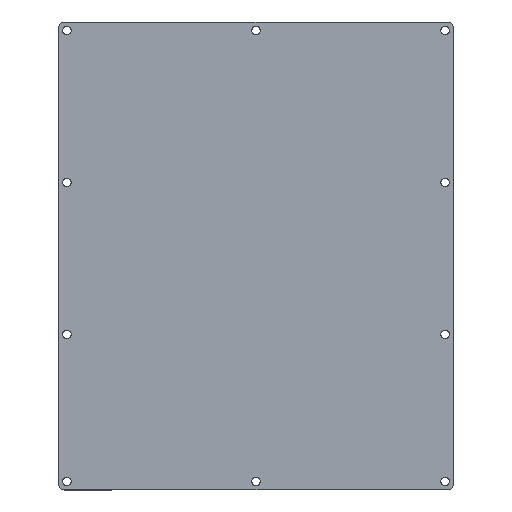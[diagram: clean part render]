
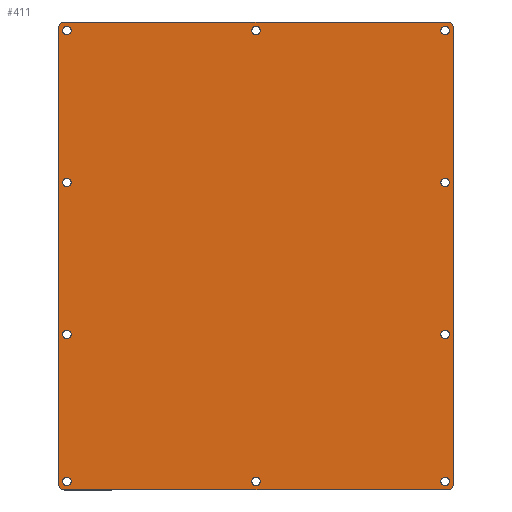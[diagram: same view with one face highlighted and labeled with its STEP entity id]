
A CAD part, top view. The second image highlights one B-rep face of the part: STEP entity #411.
In plain terms, the highlighted planar face has unit normal (0, 0, 1).
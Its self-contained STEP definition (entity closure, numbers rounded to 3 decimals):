
#15=FACE_BOUND('',#116,.T.);
#16=FACE_BOUND('',#117,.T.);
#17=FACE_BOUND('',#118,.T.);
#18=FACE_BOUND('',#119,.T.);
#19=FACE_BOUND('',#120,.T.);
#20=FACE_BOUND('',#121,.T.);
#21=FACE_BOUND('',#122,.T.);
#22=FACE_BOUND('',#123,.T.);
#23=FACE_BOUND('',#124,.T.);
#24=FACE_BOUND('',#125,.T.);
#36=CIRCLE('',#430,2.9);
#38=CIRCLE('',#434,2.9);
#40=CIRCLE('',#438,2.9);
#42=CIRCLE('',#442,2.9);
#43=CIRCLE('',#444,1.9);
#45=CIRCLE('',#447,1.9);
#47=CIRCLE('',#450,1.9);
#49=CIRCLE('',#453,1.9);
#51=CIRCLE('',#456,1.9);
#53=CIRCLE('',#459,1.9);
#55=CIRCLE('',#462,1.9);
#57=CIRCLE('',#465,1.9);
#59=CIRCLE('',#468,1.9);
#61=CIRCLE('',#471,1.9);
#95=FACE_OUTER_BOUND('',#115,.T.);
#115=EDGE_LOOP('',(#351,#352,#353,#354,#355,#356,#357,#358));
#116=EDGE_LOOP('',(#359));
#117=EDGE_LOOP('',(#360));
#118=EDGE_LOOP('',(#361));
#119=EDGE_LOOP('',(#362));
#120=EDGE_LOOP('',(#363));
#121=EDGE_LOOP('',(#364));
#122=EDGE_LOOP('',(#365));
#123=EDGE_LOOP('',(#366));
#124=EDGE_LOOP('',(#367));
#125=EDGE_LOOP('',(#368));
#139=LINE('',#607,#165);
#143=LINE('',#619,#169);
#147=LINE('',#631,#173);
#151=LINE('',#643,#177);
#165=VECTOR('',#481,10.);
#169=VECTOR('',#493,10.);
#173=VECTOR('',#505,10.);
#177=VECTOR('',#517,10.);
#191=VERTEX_POINT('',#604);
#192=VERTEX_POINT('',#606);
#194=VERTEX_POINT('',#612);
#196=VERTEX_POINT('',#618);
#198=VERTEX_POINT('',#624);
#200=VERTEX_POINT('',#630);
#202=VERTEX_POINT('',#636);
#204=VERTEX_POINT('',#642);
#205=VERTEX_POINT('',#649);
#207=VERTEX_POINT('',#655);
#209=VERTEX_POINT('',#661);
#211=VERTEX_POINT('',#667);
#213=VERTEX_POINT('',#673);
#215=VERTEX_POINT('',#679);
#217=VERTEX_POINT('',#685);
#219=VERTEX_POINT('',#691);
#221=VERTEX_POINT('',#697);
#223=VERTEX_POINT('',#703);
#227=EDGE_CURVE('',#192,#191,#139,.T.);
#230=EDGE_CURVE('',#194,#192,#36,.T.);
#233=EDGE_CURVE('',#196,#194,#143,.T.);
#236=EDGE_CURVE('',#198,#196,#38,.T.);
#239=EDGE_CURVE('',#200,#198,#147,.T.);
#242=EDGE_CURVE('',#202,#200,#40,.T.);
#245=EDGE_CURVE('',#204,#202,#151,.T.);
#248=EDGE_CURVE('',#191,#204,#42,.T.);
#249=EDGE_CURVE('',#205,#205,#43,.T.);
#252=EDGE_CURVE('',#207,#207,#45,.T.);
#255=EDGE_CURVE('',#209,#209,#47,.T.);
#258=EDGE_CURVE('',#211,#211,#49,.T.);
#261=EDGE_CURVE('',#213,#213,#51,.T.);
#264=EDGE_CURVE('',#215,#215,#53,.T.);
#267=EDGE_CURVE('',#217,#217,#55,.T.);
#270=EDGE_CURVE('',#219,#219,#57,.T.);
#273=EDGE_CURVE('',#221,#221,#59,.T.);
#276=EDGE_CURVE('',#223,#223,#61,.T.);
#351=ORIENTED_EDGE('',*,*,#239,.T.);
#352=ORIENTED_EDGE('',*,*,#236,.T.);
#353=ORIENTED_EDGE('',*,*,#233,.T.);
#354=ORIENTED_EDGE('',*,*,#230,.T.);
#355=ORIENTED_EDGE('',*,*,#227,.T.);
#356=ORIENTED_EDGE('',*,*,#248,.T.);
#357=ORIENTED_EDGE('',*,*,#245,.T.);
#358=ORIENTED_EDGE('',*,*,#242,.T.);
#359=ORIENTED_EDGE('',*,*,#276,.T.);
#360=ORIENTED_EDGE('',*,*,#273,.T.);
#361=ORIENTED_EDGE('',*,*,#270,.T.);
#362=ORIENTED_EDGE('',*,*,#267,.T.);
#363=ORIENTED_EDGE('',*,*,#264,.T.);
#364=ORIENTED_EDGE('',*,*,#261,.T.);
#365=ORIENTED_EDGE('',*,*,#258,.T.);
#366=ORIENTED_EDGE('',*,*,#255,.T.);
#367=ORIENTED_EDGE('',*,*,#252,.T.);
#368=ORIENTED_EDGE('',*,*,#249,.T.);
#391=PLANE('',#473);
#411=ADVANCED_FACE('',(#95,#15,#16,#17,#18,#19,#20,#21,#22,#23,#24),#391,
 .T.);
#430=AXIS2_PLACEMENT_3D('',#613,#487,#488);
#434=AXIS2_PLACEMENT_3D('',#625,#499,#500);
#438=AXIS2_PLACEMENT_3D('',#637,#511,#512);
#442=AXIS2_PLACEMENT_3D('',#647,#523,#524);
#444=AXIS2_PLACEMENT_3D('',#650,#527,#528);
#447=AXIS2_PLACEMENT_3D('',#656,#534,#535);
#450=AXIS2_PLACEMENT_3D('',#662,#541,#542);
#453=AXIS2_PLACEMENT_3D('',#668,#548,#549);
#456=AXIS2_PLACEMENT_3D('',#674,#555,#556);
#459=AXIS2_PLACEMENT_3D('',#680,#562,#563);
#462=AXIS2_PLACEMENT_3D('',#686,#569,#570);
#465=AXIS2_PLACEMENT_3D('',#692,#576,#577);
#468=AXIS2_PLACEMENT_3D('',#698,#583,#584);
#471=AXIS2_PLACEMENT_3D('',#704,#590,#591);
#473=AXIS2_PLACEMENT_3D('',#708,#595,#596);
#481=DIRECTION('',(1.,0.,0.));
#487=DIRECTION('center_axis',(0.,0.,1.));
#488=DIRECTION('ref_axis',(-1.,0.,0.));
#493=DIRECTION('',(0.,-1.,0.));
#499=DIRECTION('center_axis',(0.,0.,1.));
#500=DIRECTION('ref_axis',(0.,1.,0.));
#505=DIRECTION('',(-1.,0.,0.));
#511=DIRECTION('center_axis',(0.,0.,1.));
#512=DIRECTION('ref_axis',(1.,0.,0.));
#517=DIRECTION('',(0.,1.,0.));
#523=DIRECTION('center_axis',(0.,0.,1.));
#524=DIRECTION('ref_axis',(0.,-1.,0.));
#527=DIRECTION('center_axis',(0.,0.,-1.));
#528=DIRECTION('ref_axis',(-1.,0.,0.));
#534=DIRECTION('center_axis',(0.,0.,-1.));
#535=DIRECTION('ref_axis',(-1.,0.,0.));
#541=DIRECTION('center_axis',(0.,0.,-1.));
#542=DIRECTION('ref_axis',(-1.,0.,0.));
#548=DIRECTION('center_axis',(0.,0.,-1.));
#549=DIRECTION('ref_axis',(-1.,0.,0.));
#555=DIRECTION('center_axis',(0.,0.,-1.));
#556=DIRECTION('ref_axis',(-1.,0.,0.));
#562=DIRECTION('center_axis',(0.,0.,-1.));
#563=DIRECTION('ref_axis',(-1.,0.,0.));
#569=DIRECTION('center_axis',(0.,0.,-1.));
#570=DIRECTION('ref_axis',(-1.,0.,0.));
#576=DIRECTION('center_axis',(0.,0.,-1.));
#577=DIRECTION('ref_axis',(-1.,0.,0.));
#583=DIRECTION('center_axis',(0.,0.,-1.));
#584=DIRECTION('ref_axis',(-1.,0.,0.));
#590=DIRECTION('center_axis',(0.,0.,-1.));
#591=DIRECTION('ref_axis',(-1.,0.,0.));
#595=DIRECTION('center_axis',(0.,0.,1.));
#596=DIRECTION('ref_axis',(-1.,0.,0.));
#604=CARTESIAN_POINT('',(86.5,-64.694,126.8));
#606=CARTESIAN_POINT('',(-86.5,-64.694,126.8));
#607=CARTESIAN_POINT('',(-43.25,-64.694,126.8));
#612=CARTESIAN_POINT('',(-89.4,-61.794,126.8));
#613=CARTESIAN_POINT('Origin',(-86.5,-61.794,126.8));
#618=CARTESIAN_POINT('',(-89.4,144.,126.8));
#619=CARTESIAN_POINT('',(-89.4,92.552,126.8));
#624=CARTESIAN_POINT('',(-86.5,146.9,126.8));
#625=CARTESIAN_POINT('Origin',(-86.5,144.,126.8));
#630=CARTESIAN_POINT('',(86.5,146.9,126.8));
#631=CARTESIAN_POINT('',(43.25,146.9,126.8));
#636=CARTESIAN_POINT('',(89.4,144.,126.8));
#637=CARTESIAN_POINT('Origin',(86.5,144.,126.8));
#642=CARTESIAN_POINT('',(89.4,-61.794,126.8));
#643=CARTESIAN_POINT('',(89.4,-10.345,126.8));
#647=CARTESIAN_POINT('Origin',(86.5,-61.794,126.8));
#649=CARTESIAN_POINT('',(1.9,143.,126.8));
#650=CARTESIAN_POINT('Origin',(0.,143.,126.8));
#655=CARTESIAN_POINT('',(-83.6,74.323,126.8));
#656=CARTESIAN_POINT('Origin',(-85.5,74.323,126.8));
#661=CARTESIAN_POINT('',(-83.6,-60.794,126.8));
#662=CARTESIAN_POINT('Origin',(-85.5,-60.794,126.8));
#667=CARTESIAN_POINT('',(87.4,5.645,126.8));
#668=CARTESIAN_POINT('Origin',(85.5,5.645,126.8));
#673=CARTESIAN_POINT('',(-83.6,143.,126.8));
#674=CARTESIAN_POINT('Origin',(-85.5,143.,126.8));
#679=CARTESIAN_POINT('',(1.9,-60.794,126.8));
#680=CARTESIAN_POINT('Origin',(0.,-60.794,126.8));
#685=CARTESIAN_POINT('',(87.4,74.323,126.8));
#686=CARTESIAN_POINT('Origin',(85.5,74.323,126.8));
#691=CARTESIAN_POINT('',(87.4,-60.794,126.8));
#692=CARTESIAN_POINT('Origin',(85.5,-60.794,126.8));
#697=CARTESIAN_POINT('',(-83.6,5.645,126.8));
#698=CARTESIAN_POINT('Origin',(-85.5,5.645,126.8));
#703=CARTESIAN_POINT('',(87.4,143.,126.8));
#704=CARTESIAN_POINT('Origin',(85.5,143.,126.8));
#708=CARTESIAN_POINT('Origin',(0.,41.103,126.8));
